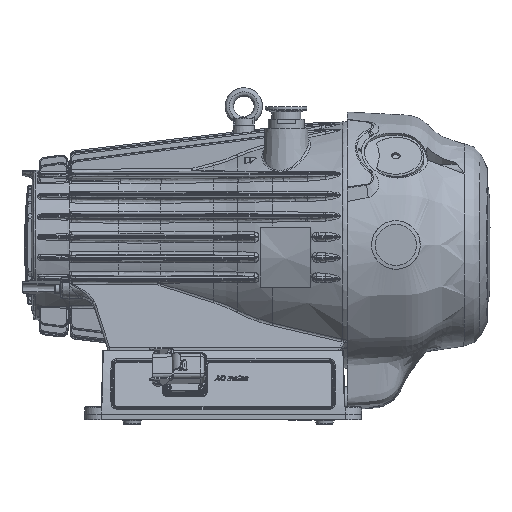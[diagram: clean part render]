
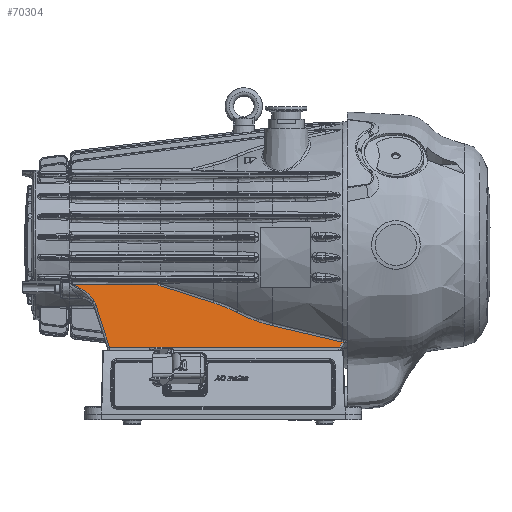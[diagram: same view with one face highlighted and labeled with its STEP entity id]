
A CAD part, left-side view. The second image highlights one B-rep face of the part: STEP entity #70304.
In plain terms, the highlighted planar face has unit normal (-0.99, 0, 0.139).
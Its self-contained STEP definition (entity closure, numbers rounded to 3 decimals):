
#6702=LINE('',#143526,#9151);
#6746=LINE('',#169054,#9195);
#9151=VECTOR('',#84530,10.);
#9195=VECTOR('',#86788,10.);
#11042=PLANE('',#75817);
#18191=FACE_OUTER_BOUND('',#22514,.T.);
#22514=EDGE_LOOP('',(#57210,#57211,#57212,#57213,#57214,#57215,#57216,#57217,
#57218,#57219,#57220,#57221));
#25960=B_SPLINE_CURVE_WITH_KNOTS('',3,(#143517,#143518,#143519,#143520),
 .UNSPECIFIED.,.F.,.F.,(4,4),(0.,0.505),
 .UNSPECIFIED.);
#27150=B_SPLINE_CURVE_WITH_KNOTS('',3,(#169012,#169013,#169014,#169015),
 .UNSPECIFIED.,.F.,.F.,(4,4),(-0.937,-0.769),
 .UNSPECIFIED.);
#27151=B_SPLINE_CURVE_WITH_KNOTS('',3,(#169017,#169018,#169019,#169020),
 .UNSPECIFIED.,.F.,.F.,(4,4),(21.227,28.12),
 .UNSPECIFIED.);
#27152=B_SPLINE_CURVE_WITH_KNOTS('',3,(#169022,#169023,#169024,#169025),
 .UNSPECIFIED.,.F.,.F.,(4,4),(-11.094,-7.429),
 .UNSPECIFIED.);
#27153=B_SPLINE_CURVE_WITH_KNOTS('',3,(#169027,#169028,#169029,#169030),
 .UNSPECIFIED.,.F.,.F.,(4,4),(-8.723,-6.22),
 .UNSPECIFIED.);
#27154=B_SPLINE_CURVE_WITH_KNOTS('',3,(#169032,#169033,#169034,#169035),
 .UNSPECIFIED.,.F.,.F.,(4,4),(3.246,8.585),
 .UNSPECIFIED.);
#27155=B_SPLINE_CURVE_WITH_KNOTS('',3,(#169037,#169038,#169039,#169040),
 .UNSPECIFIED.,.F.,.F.,(4,4),(-11.559,-11.304),
 .UNSPECIFIED.);
#27156=B_SPLINE_CURVE_WITH_KNOTS('',3,(#169042,#169043,#169044,#169045),
 .UNSPECIFIED.,.F.,.F.,(4,4),(-10.141,-1.89),
 .UNSPECIFIED.);
#27157=B_SPLINE_CURVE_WITH_KNOTS('',3,(#169046,#169047,#169048,#169049,
#169050,#169051,#169052),.UNSPECIFIED.,.F.,.F.,(4,1,1,1,4),(0.,0.86,
1.721,2.366,2.665),.UNSPECIFIED.);
#27158=B_SPLINE_CURVE_WITH_KNOTS('',3,(#169055,#169056,#169057,#169058,
#169059),.UNSPECIFIED.,.F.,.F.,(4,1,4),(-1.268,-1.235,
-0.66),.UNSPECIFIED.);
#31187=VERTEX_POINT('',#143508);
#31189=VERTEX_POINT('',#143515);
#31191=VERTEX_POINT('',#143524);
#32429=VERTEX_POINT('',#169010);
#32430=VERTEX_POINT('',#169011);
#32431=VERTEX_POINT('',#169016);
#32432=VERTEX_POINT('',#169021);
#32433=VERTEX_POINT('',#169026);
#32434=VERTEX_POINT('',#169031);
#32435=VERTEX_POINT('',#169036);
#32436=VERTEX_POINT('',#169041);
#32437=VERTEX_POINT('',#169053);
#39020=EDGE_CURVE('',#31189,#31187,#25960,.T.);
#39023=EDGE_CURVE('',#31191,#31189,#6702,.T.);
#41154=EDGE_CURVE('',#32429,#32430,#27150,.T.);
#41155=EDGE_CURVE('',#32431,#32429,#27151,.T.);
#41156=EDGE_CURVE('',#32432,#32431,#27152,.T.);
#41157=EDGE_CURVE('',#32433,#32432,#27153,.T.);
#41158=EDGE_CURVE('',#32434,#32433,#27154,.T.);
#41159=EDGE_CURVE('',#32435,#32434,#27155,.T.);
#41160=EDGE_CURVE('',#32436,#32435,#27156,.T.);
#41161=EDGE_CURVE('',#31187,#32436,#27157,.T.);
#41162=EDGE_CURVE('',#31191,#32437,#6746,.T.);
#41163=EDGE_CURVE('',#32430,#32437,#27158,.T.);
#57210=ORIENTED_EDGE('',*,*,#41154,.F.);
#57211=ORIENTED_EDGE('',*,*,#41155,.F.);
#57212=ORIENTED_EDGE('',*,*,#41156,.F.);
#57213=ORIENTED_EDGE('',*,*,#41157,.F.);
#57214=ORIENTED_EDGE('',*,*,#41158,.F.);
#57215=ORIENTED_EDGE('',*,*,#41159,.F.);
#57216=ORIENTED_EDGE('',*,*,#41160,.F.);
#57217=ORIENTED_EDGE('',*,*,#41161,.F.);
#57218=ORIENTED_EDGE('',*,*,#39020,.F.);
#57219=ORIENTED_EDGE('',*,*,#39023,.F.);
#57220=ORIENTED_EDGE('',*,*,#41162,.T.);
#57221=ORIENTED_EDGE('',*,*,#41163,.F.);
#70304=ADVANCED_FACE('',(#18191),#11042,.T.);
#75817=AXIS2_PLACEMENT_3D('',#169009,#86786,#86787);
#84530=DIRECTION('',(0.132,0.306,0.943));
#86786=DIRECTION('center_axis',(-0.99,0.,
0.139));
#86787=DIRECTION('ref_axis',(0.,-1.,0.));
#86788=DIRECTION('',(0.,-1.,0.));
#143508=CARTESIAN_POINT('',(-69.702,252.945,-54.059));
#143515=CARTESIAN_POINT('',(-70.342,250.887,-58.615));
#143517=CARTESIAN_POINT('Ctrl Pts',(-70.342,250.887,
-58.615));
#143518=CARTESIAN_POINT('Ctrl Pts',(-70.119,251.403,
-57.028));
#143519=CARTESIAN_POINT('Ctrl Pts',(-69.904,252.1,
-55.5));
#143520=CARTESIAN_POINT('Ctrl Pts',(-69.702,252.945,
-54.059));
#143524=CARTESIAN_POINT('',(-76.,238.,-98.872));
#143526=CARTESIAN_POINT('',(-78.52,231.98,-116.804));
#169009=CARTESIAN_POINT('Origin',(-78.298,43.,-115.224));
#169010=CARTESIAN_POINT('',(-75.295,13.432,-93.854));
#169011=CARTESIAN_POINT('',(-75.341,11.782,-94.181));
#169012=CARTESIAN_POINT('Ctrl Pts',(-75.295,13.432,
-93.854));
#169013=CARTESIAN_POINT('Ctrl Pts',(-75.312,12.887,-93.979));
#169014=CARTESIAN_POINT('Ctrl Pts',(-75.328,12.336,
-94.088));
#169015=CARTESIAN_POINT('Ctrl Pts',(-75.341,11.782,
-94.181));
#169016=CARTESIAN_POINT('',(-73.087,80.514,-78.144));
#169017=CARTESIAN_POINT('Ctrl Pts',(-73.087,80.514,
-78.144));
#169018=CARTESIAN_POINT('Ctrl Pts',(-73.843,58.188,
-83.522));
#169019=CARTESIAN_POINT('Ctrl Pts',(-74.576,35.821,
-88.737));
#169020=CARTESIAN_POINT('Ctrl Pts',(-75.295,13.432,
-93.854));
#169021=CARTESIAN_POINT('',(-71.275,114.884,-65.256));
#169022=CARTESIAN_POINT('Ctrl Pts',(-71.275,114.884,-65.256));
#169023=CARTESIAN_POINT('Ctrl Pts',(-72.074,104.097,
-70.935));
#169024=CARTESIAN_POINT('Ctrl Pts',(-72.683,92.456,-75.268));
#169025=CARTESIAN_POINT('Ctrl Pts',(-73.087,80.514,
-78.144));
#169026=CARTESIAN_POINT('',(-69.938,138.006,-55.743));
#169027=CARTESIAN_POINT('Ctrl Pts',(-69.938,138.006,
-55.743));
#169028=CARTESIAN_POINT('Ctrl Pts',(-70.272,130.013,
-58.114));
#169029=CARTESIAN_POINT('Ctrl Pts',(-70.73,122.255,
-61.374));
#169030=CARTESIAN_POINT('Ctrl Pts',(-71.275,114.884,-65.256));
#169031=CARTESIAN_POINT('',(-67.657,188.82,-39.507));
#169032=CARTESIAN_POINT('Ctrl Pts',(-67.657,188.82,
-39.507));
#169033=CARTESIAN_POINT('Ctrl Pts',(-68.482,172.04,-45.381));
#169034=CARTESIAN_POINT('Ctrl Pts',(-69.227,155.059,-50.683));
#169035=CARTESIAN_POINT('Ctrl Pts',(-69.938,138.006,
-55.743));
#169036=CARTESIAN_POINT('',(-67.541,191.232,-38.684));
#169037=CARTESIAN_POINT('Ctrl Pts',(-67.541,191.232,-38.684));
#169038=CARTESIAN_POINT('Ctrl Pts',(-67.579,190.426,
-38.952));
#169039=CARTESIAN_POINT('Ctrl Pts',(-67.617,189.622,
-39.226));
#169040=CARTESIAN_POINT('Ctrl Pts',(-67.657,188.82,
-39.507));
#169041=CARTESIAN_POINT('',(-67.465,273.743,-38.146));
#169042=CARTESIAN_POINT('Ctrl Pts',(-67.465,273.743,
-38.146));
#169043=CARTESIAN_POINT('Ctrl Pts',(-67.491,246.239,
-38.327));
#169044=CARTESIAN_POINT('Ctrl Pts',(-67.516,218.736,
-38.506));
#169045=CARTESIAN_POINT('Ctrl Pts',(-67.541,191.232,
-38.684));
#169046=CARTESIAN_POINT('Ctrl Pts',(-69.702,252.945,
-54.059));
#169047=CARTESIAN_POINT('Ctrl Pts',(-69.357,254.386,-51.602));
#169048=CARTESIAN_POINT('Ctrl Pts',(-68.733,258.161,
-47.168));
#169049=CARTESIAN_POINT('Ctrl Pts',(-68.099,264.649,
-42.654));
#169050=CARTESIAN_POINT('Ctrl Pts',(-67.71,269.988,-39.885));
#169051=CARTESIAN_POINT('Ctrl Pts',(-67.523,272.837,
-38.558));
#169052=CARTESIAN_POINT('Ctrl Pts',(-67.465,273.743,
-38.145));
#169053=CARTESIAN_POINT('',(-76.,15.523,-98.872));
#169054=CARTESIAN_POINT('',(-76.,141.5,-98.872));
#169055=CARTESIAN_POINT('Ctrl Pts',(-75.341,11.782,-94.181));
#169056=CARTESIAN_POINT('Ctrl Pts',(-75.35,11.869,
-94.249));
#169057=CARTESIAN_POINT('Ctrl Pts',(-75.528,13.445,
-95.516));
#169058=CARTESIAN_POINT('Ctrl Pts',(-75.759,14.692,-97.16));
#169059=CARTESIAN_POINT('Ctrl Pts',(-76.,15.523,-98.872));
